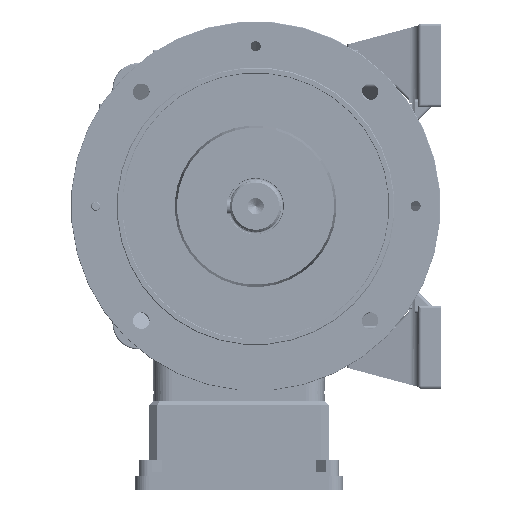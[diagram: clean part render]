
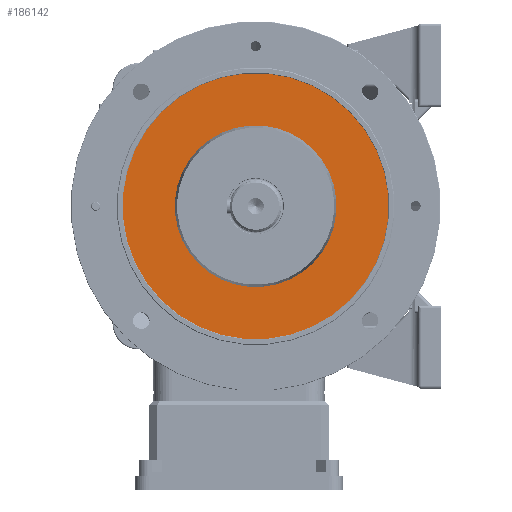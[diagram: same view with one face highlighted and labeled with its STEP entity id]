
A CAD part, left-side view. The second image highlights one B-rep face of the part: STEP entity #186142.
In plain terms, the highlighted face is planar.
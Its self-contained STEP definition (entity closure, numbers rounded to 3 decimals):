
#628 = ORIENTED_EDGE ( 'NONE', *, *, #24632, .F. ) ;
#2950 = CARTESIAN_POINT ( 'NONE',  ( -15.5, 144., 0. ) ) ;
#11718 = VERTEX_POINT ( 'NONE', #107446 ) ;
#15232 = AXIS2_PLACEMENT_3D ( 'NONE', #94219, #166868, #111756 ) ;
#15864 = DIRECTION ( 'NONE',  ( 1., 0., 0. ) ) ;
#24632 = EDGE_CURVE ( 'NONE', #173136, #11718, #47356, .T. ) ;
#31034 = ORIENTED_EDGE ( 'NONE', *, *, #234667, .T. ) ;
#37172 = CARTESIAN_POINT ( 'NONE',  ( -15.5, 0., 0. ) ) ;
#44425 = CIRCLE ( 'NONE', #80319, 144. ) ;
#47356 = CIRCLE ( 'NONE', #47536, 87.5 ) ;
#47536 = AXIS2_PLACEMENT_3D ( 'NONE', #66481, #86483, #219197 ) ;
#51946 = PLANE ( 'NONE',  #240943 ) ;
#66481 = CARTESIAN_POINT ( 'NONE',  ( -15.5, 0., 0. ) ) ;
#73246 = CARTESIAN_POINT ( 'NONE',  ( -15.5, 0., -144. ) ) ;
#74411 = FACE_OUTER_BOUND ( 'NONE', #130690, .T. ) ;
#80319 = AXIS2_PLACEMENT_3D ( 'NONE', #37172, #15864, #94722 ) ;
#86326 = ORIENTED_EDGE ( 'NONE', *, *, #130313, .F. ) ;
#86483 = DIRECTION ( 'NONE',  ( 1., 0., 0. ) ) ;
#94219 = CARTESIAN_POINT ( 'NONE',  ( -15.5, 0., 0. ) ) ;
#94722 = DIRECTION ( 'NONE',  ( 0., 0., -1. ) ) ;
#98139 = DIRECTION ( 'NONE',  ( 1., 0., 0. ) ) ;
#107446 = CARTESIAN_POINT ( 'NONE',  ( -15.5, 0., 87.5 ) ) ;
#111756 = DIRECTION ( 'NONE',  ( 0., 0., -1. ) ) ;
#113158 = DIRECTION ( 'NONE',  ( 1., 0., 0. ) ) ;
#130313 = EDGE_CURVE ( 'NONE', #11718, #173136, #147119, .T. ) ;
#130690 = EDGE_LOOP ( 'NONE', ( #31034, #238165 ) ) ;
#136313 = EDGE_CURVE ( 'NONE', #188991, #167145, #180255, .T. ) ;
#136908 = DIRECTION ( 'NONE',  ( 0., 0., -1. ) ) ;
#137389 = CARTESIAN_POINT ( 'NONE',  ( -15.5, 0., 144. ) ) ;
#144286 = AXIS2_PLACEMENT_3D ( 'NONE', #189551, #113158, #224605 ) ;
#147053 = FACE_BOUND ( 'NONE', #230360, .T. ) ;
#147119 = CIRCLE ( 'NONE', #15232, 87.5 ) ;
#166868 = DIRECTION ( 'NONE',  ( 1., 0., 0. ) ) ;
#167145 = VERTEX_POINT ( 'NONE', #73246 ) ;
#173136 = VERTEX_POINT ( 'NONE', #197858 ) ;
#180255 = CIRCLE ( 'NONE', #144286, 144. ) ;
#186142 = ADVANCED_FACE ( 'NONE', ( #74411, #147053 ), #51946, .T. ) ;
#188991 = VERTEX_POINT ( 'NONE', #137389 ) ;
#189551 = CARTESIAN_POINT ( 'NONE',  ( -15.5, 0., 0. ) ) ;
#197858 = CARTESIAN_POINT ( 'NONE',  ( -15.5, 0., -87.5 ) ) ;
#219197 = DIRECTION ( 'NONE',  ( 0., 0., -1. ) ) ;
#224605 = DIRECTION ( 'NONE',  ( 0., 0., -1. ) ) ;
#230360 = EDGE_LOOP ( 'NONE', ( #86326, #628 ) ) ;
#234667 = EDGE_CURVE ( 'NONE', #167145, #188991, #44425, .T. ) ;
#238165 = ORIENTED_EDGE ( 'NONE', *, *, #136313, .T. ) ;
#240943 = AXIS2_PLACEMENT_3D ( 'NONE', #2950, #98139, #136908 ) ;
